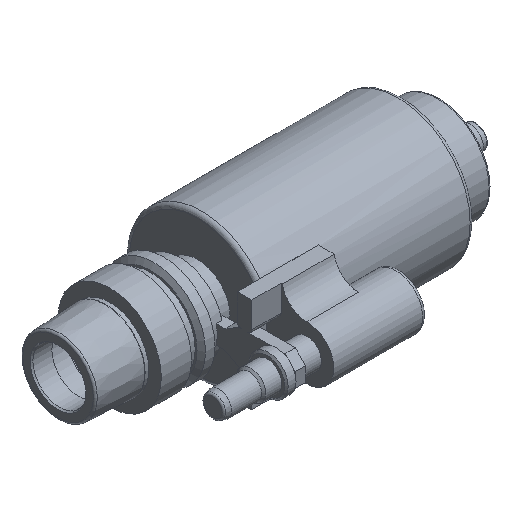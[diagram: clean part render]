
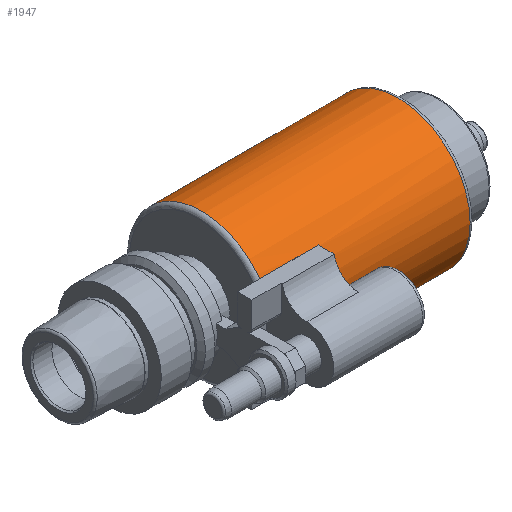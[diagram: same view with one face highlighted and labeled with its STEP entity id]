
A CAD part, isometric view. The second image highlights one B-rep face of the part: STEP entity #1947.
In plain terms, the highlighted cylindrical face has radius 35 mm (diameter 70 mm), a full revolution.
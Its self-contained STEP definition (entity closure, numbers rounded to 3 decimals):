
#124=LINE('',#3144,#262);
#139=LINE('',#3194,#277);
#148=LINE('',#3231,#286);
#151=LINE('',#3237,#289);
#175=LINE('',#3363,#313);
#262=VECTOR('',#2487,10.);
#277=VECTOR('',#2518,10.);
#286=VECTOR('',#2547,10.);
#289=VECTOR('',#2552,10.);
#313=VECTOR('',#2698,35.);
#347=CYLINDRICAL_SURFACE('',#2156,35.);
#427=FACE_OUTER_BOUND('',#535,.T.);
#535=EDGE_LOOP('',(#1631,#1632,#1633,#1634,#1635,#1636,#1637,#1638,#1639,
#1640,#1641,#1642,#1643,#1644));
#626=CIRCLE('',#2093,35.);
#627=CIRCLE('',#2095,35.);
#633=CIRCLE('',#2105,35.);
#637=CIRCLE('',#2109,35.);
#664=CIRCLE('',#2157,35.);
#665=CIRCLE('',#2158,35.);
#666=CIRCLE('',#2159,35.);
#667=CIRCLE('',#2160,35.);
#812=VERTEX_POINT('',#3142);
#813=VERTEX_POINT('',#3143);
#827=VERTEX_POINT('',#3191);
#828=VERTEX_POINT('',#3193);
#831=VERTEX_POINT('',#3220);
#832=VERTEX_POINT('',#3224);
#834=VERTEX_POINT('',#3230);
#836=VERTEX_POINT('',#3236);
#844=VERTEX_POINT('',#3256);
#875=VERTEX_POINT('',#3358);
#876=VERTEX_POINT('',#3359);
#877=VERTEX_POINT('',#3361);
#1049=EDGE_CURVE('',#812,#813,#124,.T.);
#1069=EDGE_CURVE('',#828,#827,#139,.T.);
#1080=EDGE_CURVE('',#827,#831,#626,.T.);
#1081=EDGE_CURVE('',#832,#812,#627,.T.);
#1084=EDGE_CURVE('',#834,#832,#148,.T.);
#1087=EDGE_CURVE('',#831,#836,#151,.T.);
#1097=EDGE_CURVE('',#836,#844,#633,.T.);
#1105=EDGE_CURVE('',#844,#834,#637,.T.);
#1147=EDGE_CURVE('',#875,#876,#664,.T.);
#1148=EDGE_CURVE('',#877,#875,#665,.T.);
#1149=EDGE_CURVE('',#877,#844,#175,.T.);
#1150=EDGE_CURVE('',#813,#828,#666,.T.);
#1151=EDGE_CURVE('',#876,#877,#667,.T.);
#1631=ORIENTED_EDGE('',*,*,#1147,.F.);
#1632=ORIENTED_EDGE('',*,*,#1148,.F.);
#1633=ORIENTED_EDGE('',*,*,#1149,.T.);
#1634=ORIENTED_EDGE('',*,*,#1105,.T.);
#1635=ORIENTED_EDGE('',*,*,#1084,.T.);
#1636=ORIENTED_EDGE('',*,*,#1081,.T.);
#1637=ORIENTED_EDGE('',*,*,#1049,.T.);
#1638=ORIENTED_EDGE('',*,*,#1150,.T.);
#1639=ORIENTED_EDGE('',*,*,#1069,.T.);
#1640=ORIENTED_EDGE('',*,*,#1080,.T.);
#1641=ORIENTED_EDGE('',*,*,#1087,.T.);
#1642=ORIENTED_EDGE('',*,*,#1097,.T.);
#1643=ORIENTED_EDGE('',*,*,#1149,.F.);
#1644=ORIENTED_EDGE('',*,*,#1151,.F.);
#1947=ADVANCED_FACE('',(#427),#347,.T.);
#2093=AXIS2_PLACEMENT_3D('',#3222,#2537,#2538);
#2095=AXIS2_PLACEMENT_3D('',#3225,#2541,#2542);
#2105=AXIS2_PLACEMENT_3D('',#3257,#2571,#2572);
#2109=AXIS2_PLACEMENT_3D('',#3271,#2583,#2584);
#2156=AXIS2_PLACEMENT_3D('',#3357,#2692,#2693);
#2157=AXIS2_PLACEMENT_3D('',#3360,#2694,#2695);
#2158=AXIS2_PLACEMENT_3D('',#3362,#2696,#2697);
#2159=AXIS2_PLACEMENT_3D('',#3364,#2699,#2700);
#2160=AXIS2_PLACEMENT_3D('',#3365,#2701,#2702);
#2487=DIRECTION('',(-1.,0.,0.));
#2518=DIRECTION('',(1.,0.,0.));
#2537=DIRECTION('center_axis',(-1.,0.,0.));
#2538=DIRECTION('ref_axis',(0.,1.,0.));
#2541=DIRECTION('center_axis',(-1.,0.,0.));
#2542=DIRECTION('ref_axis',(0.,1.,0.));
#2547=DIRECTION('',(-1.,0.,0.));
#2552=DIRECTION('',(1.,0.,0.));
#2571=DIRECTION('center_axis',(1.,0.,0.));
#2572=DIRECTION('ref_axis',(0.,1.,0.));
#2583=DIRECTION('center_axis',(1.,0.,0.));
#2584=DIRECTION('ref_axis',(0.,1.,0.));
#2692=DIRECTION('center_axis',(1.,0.,0.));
#2693=DIRECTION('ref_axis',(0.,1.,0.));
#2694=DIRECTION('center_axis',(1.,0.,0.));
#2695=DIRECTION('ref_axis',(0.,0.,-1.));
#2696=DIRECTION('center_axis',(1.,0.,0.));
#2697=DIRECTION('ref_axis',(0.,0.,-1.));
#2698=DIRECTION('',(-1.,0.,0.));
#2699=DIRECTION('center_axis',(1.,0.,0.));
#2700=DIRECTION('ref_axis',(0.,0.,-1.));
#2701=DIRECTION('center_axis',(1.,0.,0.));
#2702=DIRECTION('ref_axis',(0.,0.,-1.));
#3142=CARTESIAN_POINT('',(45.5,-30.5,-17.168));
#3143=CARTESIAN_POINT('',(44.5,-30.5,-17.168));
#3144=CARTESIAN_POINT('',(91.993,-30.5,-17.168));
#3191=CARTESIAN_POINT('',(45.5,-30.5,17.168));
#3193=CARTESIAN_POINT('',(44.5,-30.5,17.168));
#3194=CARTESIAN_POINT('',(91.993,-30.5,17.168));
#3220=CARTESIAN_POINT('',(45.5,-28.5,20.316));
#3222=CARTESIAN_POINT('Origin',(45.5,0.,0.));
#3224=CARTESIAN_POINT('',(45.5,-28.5,-20.316));
#3225=CARTESIAN_POINT('Origin',(45.5,0.,0.));
#3230=CARTESIAN_POINT('',(70.5,-28.5,-20.316));
#3231=CARTESIAN_POINT('',(91.993,-28.5,-20.316));
#3236=CARTESIAN_POINT('',(70.5,-28.5,20.316));
#3237=CARTESIAN_POINT('',(91.993,-28.5,20.316));
#3256=CARTESIAN_POINT('',(70.5,-35.,0.));
#3257=CARTESIAN_POINT('Origin',(70.5,0.,0.));
#3271=CARTESIAN_POINT('Origin',(70.5,0.,0.));
#3357=CARTESIAN_POINT('Origin',(91.993,0.,0.));
#3358=CARTESIAN_POINT('',(139.486,35.,0.));
#3359=CARTESIAN_POINT('',(139.486,0.,35.));
#3360=CARTESIAN_POINT('Origin',(139.486,0.,0.));
#3361=CARTESIAN_POINT('',(139.486,-35.,0.));
#3362=CARTESIAN_POINT('Origin',(139.486,0.,0.));
#3363=CARTESIAN_POINT('',(91.993,-35.,0.));
#3364=CARTESIAN_POINT('Origin',(44.5,0.,0.));
#3365=CARTESIAN_POINT('Origin',(139.486,0.,0.));
